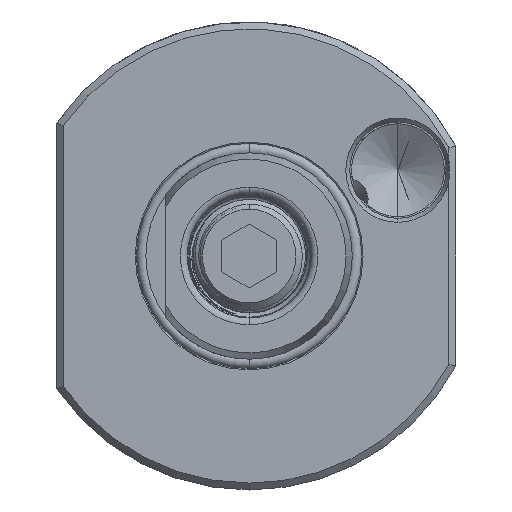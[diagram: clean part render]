
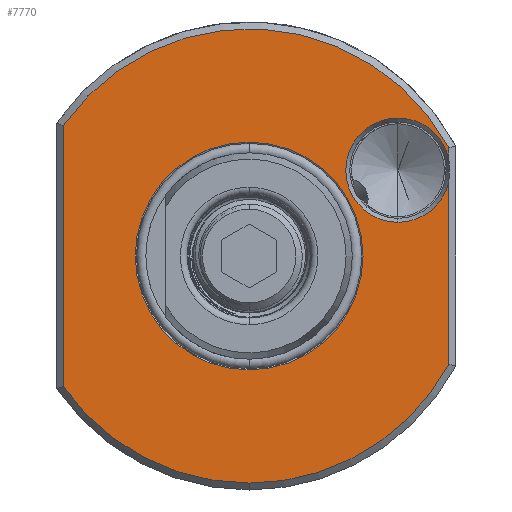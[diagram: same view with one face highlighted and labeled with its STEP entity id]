
A CAD part, left-side view. The second image highlights one B-rep face of the part: STEP entity #7770.
In plain terms, the highlighted planar face has unit normal (-1, 0, 0).
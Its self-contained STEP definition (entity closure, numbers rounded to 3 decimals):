
#2622 = CARTESIAN_POINT ( 'NONE',  ( 2., 0., 0. ) ) ;
#2626 = DIRECTION ( 'NONE',  ( -1., 0., 0. ) ) ;
#2681 = DIRECTION ( 'NONE',  ( 0., 0., 1. ) ) ;
#2710 = DIRECTION ( 'NONE',  ( 0., 0., 1. ) ) ;
#2712 = CARTESIAN_POINT ( 'NONE',  ( 2., -29., 0. ) ) ;
#7770 = ADVANCED_FACE ( 'NONE', ( #37113, #37115 ), #38391, .T. ) ;
#10177 = LINE ( 'NONE', #2712, #10227 ) ;
#10216 = VECTOR ( 'NONE', #20006, 1000. ) ;
#10227 = VECTOR ( 'NONE', #2681, 1000. ) ;
#10229 = LINE ( 'NONE', #19984, #10216 ) ;
#10253 = CIRCLE ( 'NONE', #38038, 33. ) ;
#10296 = VECTOR ( 'NONE', #12830, 1000. ) ;
#10300 = CIRCLE ( 'NONE', #38022, 7.577 ) ;
#10394 = LINE ( 'NONE', #12836, #10296 ) ;
#10485 = CIRCLE ( 'NONE', #38046, 33. ) ;
#10801 = CIRCLE ( 'NONE', #38092, 16.55 ) ;
#12830 = DIRECTION ( 'NONE',  ( 0., 0., 1. ) ) ;
#12836 = CARTESIAN_POINT ( 'NONE',  ( 2., -29., 0. ) ) ;
#12838 = DIRECTION ( 'NONE',  ( 1., 0., 0. ) ) ;
#12852 = CARTESIAN_POINT ( 'NONE',  ( 2., -21.62, 12.47 ) ) ;
#12853 = DIRECTION ( 'NONE',  ( 0., 0., 1. ) ) ;
#13026 = DIRECTION ( 'NONE',  ( 0., 0., 1. ) ) ;
#13044 = CARTESIAN_POINT ( 'NONE',  ( 2., 0., 0. ) ) ;
#13049 = DIRECTION ( 'NONE',  ( -1., 0., 0. ) ) ;
#15439 = EDGE_CURVE ( 'NONE', #32581, #32481, #10229, .T. ) ;
#15441 = EDGE_CURVE ( 'NONE', #32481, #32434, #10253, .T. ) ;
#15447 = EDGE_CURVE ( 'NONE', #32224, #32568, #10177, .T. ) ;
#15645 = EDGE_CURVE ( 'NONE', #32426, #32234, #10394, .T. ) ;
#15647 = EDGE_CURVE ( 'NONE', #32236, #32246, #10300, .T. ) ;
#15743 = EDGE_CURVE ( 'NONE', #32568, #32581, #10485, .T. ) ;
#15994 = EDGE_CURVE ( 'NONE', #32267, #32280, #10801, .T. ) ;
#17498 = EDGE_LOOP ( 'NONE', ( #46371, #46336, #46364, #46381, #46312, #46334, #46398, #46353, #46374 ) ) ;
#17601 = EDGE_LOOP ( 'NONE', ( #46350, #46354 ) ) ;
#19984 = CARTESIAN_POINT ( 'NONE',  ( 2., 27., 0. ) ) ;
#20006 = DIRECTION ( 'NONE',  ( 0., 0., -1. ) ) ;
#22028 = CARTESIAN_POINT ( 'NONE',  ( 2., -29., 10.752 ) ) ;
#22091 = CARTESIAN_POINT ( 'NONE',  ( 2., -29., 14.188 ) ) ;
#22101 = CARTESIAN_POINT ( 'NONE',  ( 2., -16.55, 0. ) ) ;
#22199 = CARTESIAN_POINT ( 'NONE',  ( 2., 16.55, 0. ) ) ;
#22203 = CARTESIAN_POINT ( 'NONE',  ( 2., -21.62, 4.893 ) ) ;
#22213 = CARTESIAN_POINT ( 'NONE',  ( 2., -21.62, 20.047 ) ) ;
#22443 = CARTESIAN_POINT ( 'NONE',  ( 2., -29., -15.748 ) ) ;
#22501 = CARTESIAN_POINT ( 'NONE',  ( 2., 27., -18.974 ) ) ;
#22513 = CARTESIAN_POINT ( 'NONE',  ( 2., 0., -33. ) ) ;
#24962 = CARTESIAN_POINT ( 'NONE',  ( 2., -29., 15.748 ) ) ;
#24968 = CARTESIAN_POINT ( 'NONE',  ( 2., 27., 18.974 ) ) ;
#25361 = CARTESIAN_POINT ( 'NONE',  ( 2., -21.62, 12.47 ) ) ;
#25372 = DIRECTION ( 'NONE',  ( 0., 0., 1. ) ) ;
#25374 = DIRECTION ( 'NONE',  ( 1., 0., 0. ) ) ;
#25405 = CARTESIAN_POINT ( 'NONE',  ( 2., 0., 0. ) ) ;
#25406 = DIRECTION ( 'NONE',  ( -1., 0., 0. ) ) ;
#25407 = DIRECTION ( 'NONE',  ( 0., 0., 1. ) ) ;
#26604 = CARTESIAN_POINT ( 'NONE',  ( 2., 0., 0. ) ) ;
#26609 = DIRECTION ( 'NONE',  ( 0., 1., 0. ) ) ;
#26640 = DIRECTION ( 'NONE',  ( 1., 0., 0. ) ) ;
#27703 = CARTESIAN_POINT ( 'NONE',  ( 2., 0., 0. ) ) ;
#27704 = DIRECTION ( 'NONE',  ( 1., 0., 0. ) ) ;
#27707 = DIRECTION ( 'NONE',  ( 0., 1., 0. ) ) ;
#32224 = VERTEX_POINT ( 'NONE', #22091 ) ;
#32234 = VERTEX_POINT ( 'NONE', #22028 ) ;
#32236 = VERTEX_POINT ( 'NONE', #22203 ) ;
#32246 = VERTEX_POINT ( 'NONE', #22213 ) ;
#32267 = VERTEX_POINT ( 'NONE', #22199 ) ;
#32280 = VERTEX_POINT ( 'NONE', #22101 ) ;
#32426 = VERTEX_POINT ( 'NONE', #22443 ) ;
#32434 = VERTEX_POINT ( 'NONE', #22513 ) ;
#32481 = VERTEX_POINT ( 'NONE', #22501 ) ;
#32568 = VERTEX_POINT ( 'NONE', #24962 ) ;
#32581 = VERTEX_POINT ( 'NONE', #24968 ) ;
#33514 = EDGE_CURVE ( 'NONE', #32234, #32236, #45551, .T. ) ;
#33561 = EDGE_CURVE ( 'NONE', #32434, #32426, #45615, .T. ) ;
#33706 = EDGE_CURVE ( 'NONE', #32280, #32267, #45628, .T. ) ;
#34932 = EDGE_CURVE ( 'NONE', #32246, #32224, #45822, .T. ) ;
#34989 = DIRECTION ( 'NONE',  ( 0., 0., 1. ) ) ;
#35007 = CARTESIAN_POINT ( 'NONE',  ( 2., -21.62, 12.47 ) ) ;
#35036 = DIRECTION ( 'NONE',  ( 1., 0., 0. ) ) ;
#37113 = FACE_OUTER_BOUND ( 'NONE', #17498, .T. ) ;
#37115 = FACE_BOUND ( 'NONE', #17601, .T. ) ;
#37616 = AXIS2_PLACEMENT_3D ( 'NONE', #35007, #35036, #34989 ) ;
#37905 = AXIS2_PLACEMENT_3D ( 'NONE', #38335, #38357, #38346 ) ;
#38022 = AXIS2_PLACEMENT_3D ( 'NONE', #12852, #12838, #12853 ) ;
#38038 = AXIS2_PLACEMENT_3D ( 'NONE', #2622, #2626, #2710 ) ;
#38046 = AXIS2_PLACEMENT_3D ( 'NONE', #13044, #13049, #13026 ) ;
#38092 = AXIS2_PLACEMENT_3D ( 'NONE', #27703, #27704, #27707 ) ;
#38149 = AXIS2_PLACEMENT_3D ( 'NONE', #25361, #25374, #25372 ) ;
#38157 = AXIS2_PLACEMENT_3D ( 'NONE', #25405, #25406, #25407 ) ;
#38175 = AXIS2_PLACEMENT_3D ( 'NONE', #26604, #26640, #26609 ) ;
#38335 = CARTESIAN_POINT ( 'NONE',  ( 2., 15., 0. ) ) ;
#38346 = DIRECTION ( 'NONE',  ( 0., 0., 1. ) ) ;
#38357 = DIRECTION ( 'NONE',  ( -1., 0., 0. ) ) ;
#38391 = PLANE ( 'NONE',  #37905 ) ;
#45551 = CIRCLE ( 'NONE', #38149, 7.577 ) ;
#45615 = CIRCLE ( 'NONE', #38157, 33. ) ;
#45628 = CIRCLE ( 'NONE', #38175, 16.55 ) ;
#45822 = CIRCLE ( 'NONE', #37616, 7.577 ) ;
#46312 = ORIENTED_EDGE ( 'NONE', *, *, #15647, .T. ) ;
#46334 = ORIENTED_EDGE ( 'NONE', *, *, #34932, .T. ) ;
#46336 = ORIENTED_EDGE ( 'NONE', *, *, #33561, .T. ) ;
#46350 = ORIENTED_EDGE ( 'NONE', *, *, #33706, .T. ) ;
#46353 = ORIENTED_EDGE ( 'NONE', *, *, #15743, .T. ) ;
#46354 = ORIENTED_EDGE ( 'NONE', *, *, #15994, .T. ) ;
#46364 = ORIENTED_EDGE ( 'NONE', *, *, #15645, .T. ) ;
#46371 = ORIENTED_EDGE ( 'NONE', *, *, #15441, .T. ) ;
#46374 = ORIENTED_EDGE ( 'NONE', *, *, #15439, .T. ) ;
#46381 = ORIENTED_EDGE ( 'NONE', *, *, #33514, .T. ) ;
#46398 = ORIENTED_EDGE ( 'NONE', *, *, #15447, .T. ) ;
